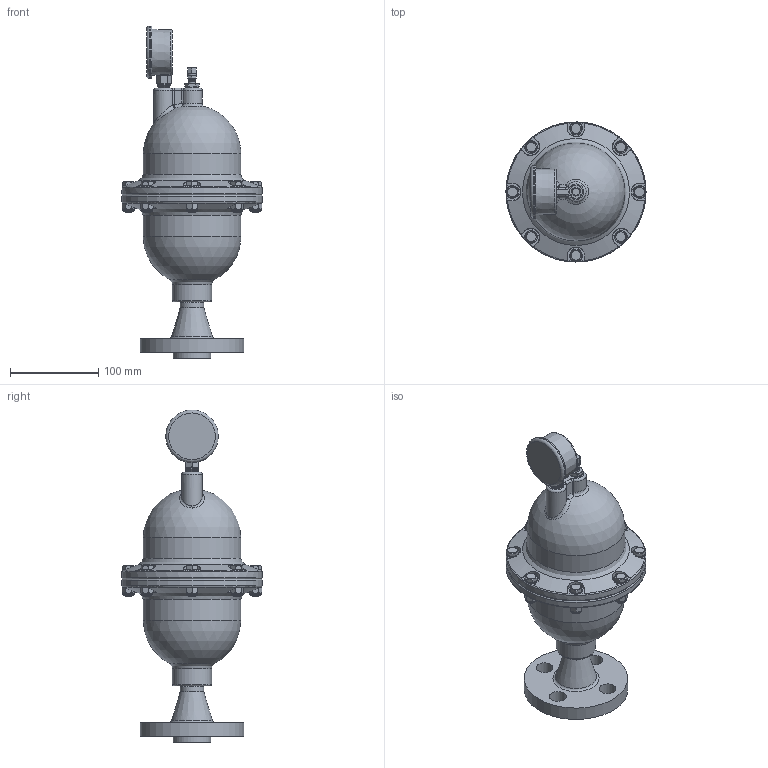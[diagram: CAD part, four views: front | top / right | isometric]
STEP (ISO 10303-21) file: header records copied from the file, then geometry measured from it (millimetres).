
FILE_DESCRIPTION((''),'2;1');
FILE_NAME('APHII-ALLOY-WN_R0.ipt.stp','2017-07-10T09:52:06',(''),(''),'Autodesk Inventor 2009','Autodesk Inventor 2009','');
FILE_SCHEMA(('AUTOMOTIVE_DESIGN { 1 0 10303 214 1 1 1 1 }'));
Length unit declared in the file: inch
Products named in the file (1): APHII-ALLOY-WN_R0
Bounding box: 158.75 x 158.75 x 376.29 mm (x, y, z)
Volume: 954619.2 mm3; surface area: 233470.3 mm2
Topology: 12 solids, 12 shells, 926 faces, 2209 edges, 1313 vertices
Faces by surface type: plane 316, bspline 272, cone 188, cylinder 121, torus 26, sphere 3
Full cylindrical faces by diameter (mm): 3.19 x1, 7.62 x1, 9.349 x1, 11.113 x1, 12.7 x8, 13.716 x2, 14.224 x8, 19.05 x4, 20.93 x1, 26.67 x1, 42.926 x1, 44.45 x1, 52.892 x1, 59.608 x1, 98.171 x2, 110.871 x2, 117.348 x1, 158.75 x2
Entity records: 36428 total; most frequent: CARTESIAN_POINT 17902, ORIENTED_EDGE 3776, DIRECTION 3224, EDGE_CURVE 1888, AXIS2_PLACEMENT_3D 1335, VERTEX_POINT 1251, EDGE_LOOP 1217, FACE_OUTER_BOUND 926
